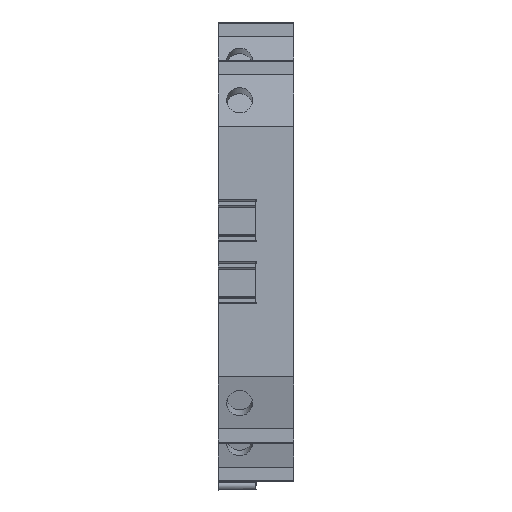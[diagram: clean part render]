
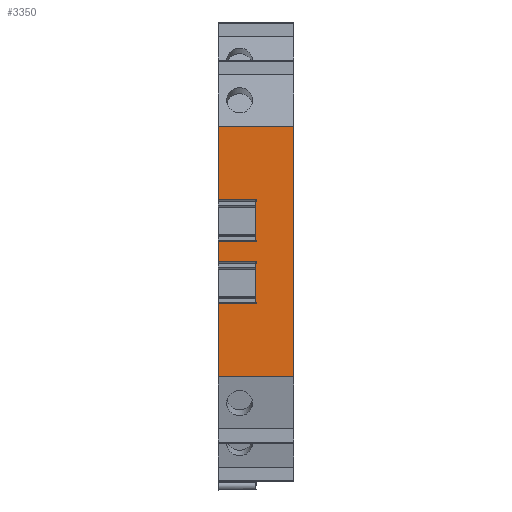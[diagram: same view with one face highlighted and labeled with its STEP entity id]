
A CAD part, top view. The second image highlights one B-rep face of the part: STEP entity #3350.
In plain terms, the highlighted planar face has unit normal (0, 0, 1).
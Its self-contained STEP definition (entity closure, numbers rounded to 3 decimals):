
#3284=AXIS2_PLACEMENT_3D('Plane Axis2P3D',#3281,#3282,#3283) ;
#387=CARTESIAN_POINT('Vertex',(0.,18.219,57.245)) ;
#390=CARTESIAN_POINT('Line Origine',(0.,24.139,57.245)) ;
#394=CARTESIAN_POINT('Vertex',(0.,30.06,57.245)) ;
#534=CARTESIAN_POINT('Vertex',(0.,36.86,57.245)) ;
#537=CARTESIAN_POINT('Line Origine',(0.,38.485,57.245)) ;
#541=CARTESIAN_POINT('Vertex',(0.,40.11,57.245)) ;
#681=CARTESIAN_POINT('Vertex',(0.,46.91,57.245)) ;
#684=CARTESIAN_POINT('Line Origine',(0.,52.831,57.245)) ;
#688=CARTESIAN_POINT('Vertex',(0.,58.751,57.245)) ;
#3248=CARTESIAN_POINT('Vertex',(12.2,18.219,57.245)) ;
#3251=CARTESIAN_POINT('Line Origine',(6.1,18.219,57.245)) ;
#3281=CARTESIAN_POINT('Axis2P3D Location',(5.1,58.751,57.245)) ;
#3286=CARTESIAN_POINT('Line Origine',(12.2,38.485,57.245)) ;
#3290=CARTESIAN_POINT('Vertex',(12.2,58.751,57.245)) ;
#3293=CARTESIAN_POINT('Line Origine',(6.1,58.751,57.245)) ;
#3298=CARTESIAN_POINT('Line Origine',(3.05,46.91,57.245)) ;
#3302=CARTESIAN_POINT('Vertex',(6.1,46.91,57.245)) ;
#3305=CARTESIAN_POINT('Line Origine',(6.1,43.51,57.245)) ;
#3309=CARTESIAN_POINT('Vertex',(6.1,40.11,57.245)) ;
#3312=CARTESIAN_POINT('Line Origine',(3.05,40.11,57.245)) ;
#3317=CARTESIAN_POINT('Line Origine',(3.05,36.86,57.245)) ;
#3321=CARTESIAN_POINT('Vertex',(6.1,36.86,57.245)) ;
#3324=CARTESIAN_POINT('Line Origine',(6.1,33.46,57.245)) ;
#3328=CARTESIAN_POINT('Vertex',(6.1,30.06,57.245)) ;
#3331=CARTESIAN_POINT('Line Origine',(3.05,30.06,57.245)) ;
#391=DIRECTION('Vector Direction',(0.,-1.,0.)) ;
#538=DIRECTION('Vector Direction',(0.,-1.,0.)) ;
#685=DIRECTION('Vector Direction',(0.,-1.,0.)) ;
#3252=DIRECTION('Vector Direction',(1.,0.,0.)) ;
#3282=DIRECTION('Axis2P3D Direction',(-0.,-0.,-1.)) ;
#3283=DIRECTION('Axis2P3D XDirection',(0.,-1.,0.)) ;
#3287=DIRECTION('Vector Direction',(0.,1.,0.)) ;
#3294=DIRECTION('Vector Direction',(1.,0.,0.)) ;
#3299=DIRECTION('Vector Direction',(-1.,0.,0.)) ;
#3306=DIRECTION('Vector Direction',(0.,1.,0.)) ;
#3313=DIRECTION('Vector Direction',(-1.,0.,0.)) ;
#3318=DIRECTION('Vector Direction',(-1.,0.,0.)) ;
#3325=DIRECTION('Vector Direction',(0.,1.,0.)) ;
#3332=DIRECTION('Vector Direction',(-1.,0.,0.)) ;
#392=VECTOR('Line Direction',#391,1.) ;
#539=VECTOR('Line Direction',#538,1.) ;
#686=VECTOR('Line Direction',#685,1.) ;
#3253=VECTOR('Line Direction',#3252,1.) ;
#3288=VECTOR('Line Direction',#3287,1.) ;
#3295=VECTOR('Line Direction',#3294,1.) ;
#3300=VECTOR('Line Direction',#3299,1.) ;
#3307=VECTOR('Line Direction',#3306,1.) ;
#3314=VECTOR('Line Direction',#3313,1.) ;
#3319=VECTOR('Line Direction',#3318,1.) ;
#3326=VECTOR('Line Direction',#3325,1.) ;
#3333=VECTOR('Line Direction',#3332,1.) ;
#3337=ORIENTED_EDGE('',*,*,#396,.T.) ;
#3338=ORIENTED_EDGE('',*,*,#3255,.T.) ;
#3339=ORIENTED_EDGE('',*,*,#3292,.F.) ;
#3340=ORIENTED_EDGE('',*,*,#3297,.F.) ;
#3341=ORIENTED_EDGE('',*,*,#690,.T.) ;
#3342=ORIENTED_EDGE('',*,*,#3304,.F.) ;
#3343=ORIENTED_EDGE('',*,*,#3311,.T.) ;
#3344=ORIENTED_EDGE('',*,*,#3316,.T.) ;
#3345=ORIENTED_EDGE('',*,*,#543,.T.) ;
#3346=ORIENTED_EDGE('',*,*,#3323,.F.) ;
#3347=ORIENTED_EDGE('',*,*,#3330,.T.) ;
#3348=ORIENTED_EDGE('',*,*,#3335,.T.) ;
#3350=ADVANCED_FACE('GEHAEUSE',(#3349),#3285,.F.) ;
#396=EDGE_CURVE('',#395,#388,#393,.T.) ;
#543=EDGE_CURVE('',#542,#535,#540,.T.) ;
#690=EDGE_CURVE('',#689,#682,#687,.T.) ;
#3255=EDGE_CURVE('',#388,#3249,#3254,.T.) ;
#3292=EDGE_CURVE('',#3291,#3249,#3289,.F.) ;
#3297=EDGE_CURVE('',#689,#3291,#3296,.T.) ;
#3304=EDGE_CURVE('',#3303,#682,#3301,.T.) ;
#3311=EDGE_CURVE('',#3303,#3310,#3308,.F.) ;
#3316=EDGE_CURVE('',#3310,#542,#3315,.T.) ;
#3323=EDGE_CURVE('',#3322,#535,#3320,.T.) ;
#3330=EDGE_CURVE('',#3322,#3329,#3327,.F.) ;
#3335=EDGE_CURVE('',#3329,#395,#3334,.T.) ;
#3336=EDGE_LOOP('',(#3337,#3338,#3339,#3340,#3341,#3342,#3343,#3344,#3345,#3346,#3347,#3348)) ;
#3349=FACE_OUTER_BOUND('',#3336,.T.) ;
#393=LINE('Line',#390,#392) ;
#540=LINE('Line',#537,#539) ;
#687=LINE('Line',#684,#686) ;
#3254=LINE('Line',#3251,#3253) ;
#3289=LINE('Line',#3286,#3288) ;
#3296=LINE('Line',#3293,#3295) ;
#3301=LINE('Line',#3298,#3300) ;
#3308=LINE('Line',#3305,#3307) ;
#3315=LINE('Line',#3312,#3314) ;
#3320=LINE('Line',#3317,#3319) ;
#3327=LINE('Line',#3324,#3326) ;
#3334=LINE('Line',#3331,#3333) ;
#3285=PLANE('',#3284) ;
#388=VERTEX_POINT('',#387) ;
#395=VERTEX_POINT('',#394) ;
#535=VERTEX_POINT('',#534) ;
#542=VERTEX_POINT('',#541) ;
#682=VERTEX_POINT('',#681) ;
#689=VERTEX_POINT('',#688) ;
#3249=VERTEX_POINT('',#3248) ;
#3291=VERTEX_POINT('',#3290) ;
#3303=VERTEX_POINT('',#3302) ;
#3310=VERTEX_POINT('',#3309) ;
#3322=VERTEX_POINT('',#3321) ;
#3329=VERTEX_POINT('',#3328) ;
